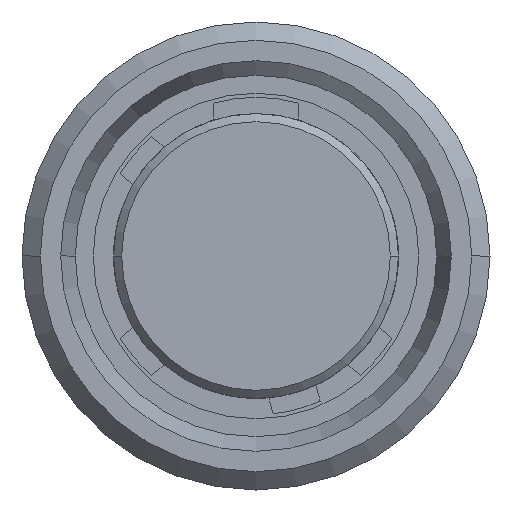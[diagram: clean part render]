
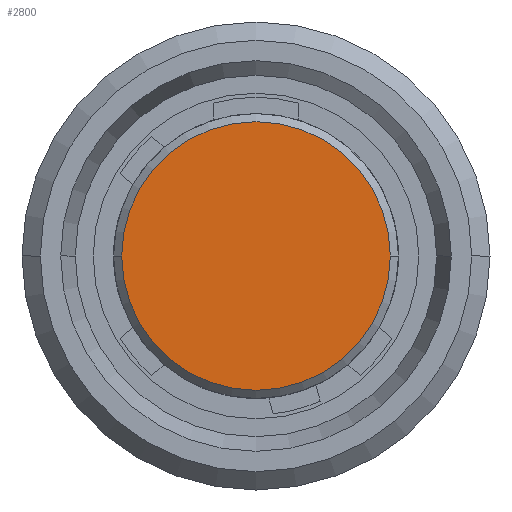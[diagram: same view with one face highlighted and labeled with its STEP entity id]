
A CAD part, front view. The second image highlights one B-rep face of the part: STEP entity #2800.
In plain terms, the highlighted planar face has unit normal (0, -1, 0).
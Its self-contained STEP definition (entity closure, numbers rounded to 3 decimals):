
#2600=CARTESIAN_POINT('',(3.075,0.,0.));
#2610=DIRECTION('',(0.,-1.,0.));
#2620=DIRECTION('',(1.,0.,0.));
#2630=AXIS2_PLACEMENT_3D('',#2600,#2610,#2620);
#2640=PLANE('',#2630);
#2650=CARTESIAN_POINT('',(0.,0.,0.));
#2660=DIRECTION('',(0.,1.,0.));
#2670=DIRECTION('',(1.,0.,0.));
#2680=AXIS2_PLACEMENT_3D('',#2650,#2660,#2670);
#2690=CIRCLE('',#2680,3.3);
#2700=CARTESIAN_POINT('',(3.3,0.,0.));
#2710=VERTEX_POINT('',#2700);
#2720=CARTESIAN_POINT('',(-3.3,0.,
0.));
#2730=VERTEX_POINT('',#2720);
#2740=EDGE_CURVE('',#2710,#2730,#2690,.T.);
#2750=ORIENTED_EDGE('',*,*,#2740,.F.);
#2760=EDGE_CURVE('',#2730,#2710,#2690,.T.);
#2770=ORIENTED_EDGE('',*,*,#2760,.F.);
#2780=EDGE_LOOP('',(#2770,#2750));
#2790=FACE_OUTER_BOUND('',#2780,.T.);
#2800=ADVANCED_FACE('',(#2790),#2640,.T.);
